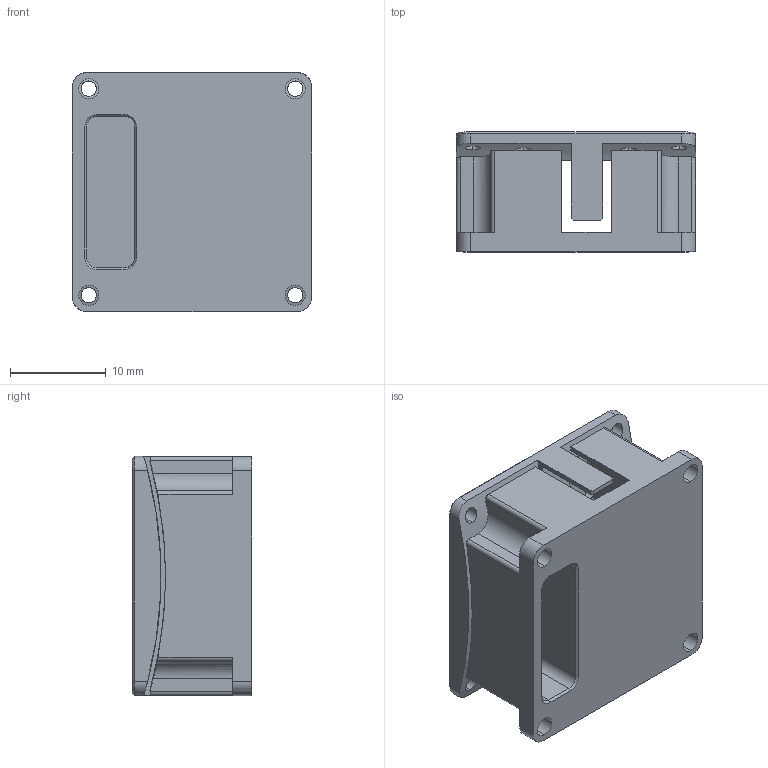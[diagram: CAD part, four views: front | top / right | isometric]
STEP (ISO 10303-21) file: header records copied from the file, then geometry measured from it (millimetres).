
FILE_DESCRIPTION (( 'STEP AP214' ), '1' );
FILE_NAME ('Goniometer25-theta_EndUser.STEP', '2022-03-29T03:23:42', ( '' ), ( '' ), 'SwSTEP 2.0', 'SolidWorks 2020', '' );
FILE_SCHEMA (( 'AUTOMOTIVE_DESIGN' ));
Length unit declared in the file: millimetre
Products named in the file (4): Goniometer25-theta_EndUser; 葩璃 傷啣^Goniometer25-theta_EndUser; 葩璃 菁釱^Goniometer25-theta_EndUser; 葩璃 怢醱^Goniometer25-theta_EndUser
Assembly tree (3 placements, depth 2):
  Goniometer25-theta_EndUser
    葩璃 菁釱^Goniometer25-theta_EndUser
    葩璃 怢醱^Goniometer25-theta_EndUser
    葩璃 傷啣^Goniometer25-theta_EndUser
Bounding box: 25 x 12.5 x 25.02 mm (x, y, z)
Volume: 4320.4 mm3; surface area: 4905.8 mm2
Topology: 3 solids, 3 shells, 182 faces, 505 edges, 331 vertices
Faces by surface type: cylinder 94, plane 79, cone 9
Entity records: 7027 total; most frequent: CARTESIAN_POINT 1657, ORIENTED_EDGE 1010, DIRECTION 981, EDGE_CURVE 505, AXIS2_PLACEMENT_3D 343, VERTEX_POINT 331, LINE 295, VECTOR 295
